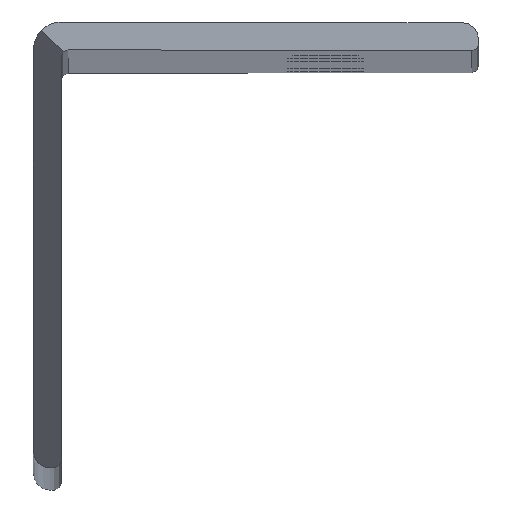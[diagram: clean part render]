
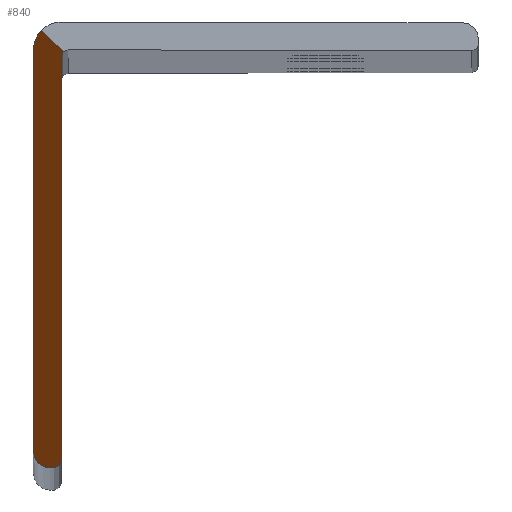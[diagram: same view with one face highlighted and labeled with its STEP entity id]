
A CAD part, top view. The second image highlights one B-rep face of the part: STEP entity #840.
In plain terms, the highlighted planar face has unit normal (0, -0.707, 0.707).
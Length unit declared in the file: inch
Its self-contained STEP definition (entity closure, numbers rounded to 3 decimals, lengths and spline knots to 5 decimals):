
#42 = CARTESIAN_POINT ( 'NONE',  ( -0.45288, -1., 29.36516 ) ) ;
#101 = EDGE_CURVE ( 'NONE', #1031, #1037, #1370, .T. ) ;
#115 = VECTOR ( 'NONE', #699, 39.37008 ) ;
#137 = CARTESIAN_POINT ( 'NONE',  ( -0.48169, -0.01831, 30.34685 ) ) ;
#160 = CARTESIAN_POINT ( 'NONE',  ( -0.43592, -0.06993, 30.29523 ) ) ;
#188 = CARTESIAN_POINT ( 'NONE',  ( -0.4375, -0.07788, 30.28727 ) ) ;
#206 = CARTESIAN_POINT ( 'NONE',  ( -0.43299, -0.06701, 30.29815 ) ) ;
#217 = EDGE_CURVE ( 'NONE', #918, #523, #474, .T. ) ;
#224 = VECTOR ( 'NONE', #1287, 39.37008 ) ;
#250 = VECTOR ( 'NONE', #1209, 39.37008 ) ;
#263 = VERTEX_POINT ( 'NONE', #1295 ) ;
#310 = CARTESIAN_POINT ( 'NONE',  ( -0.43299, -0.06701, 30.29815 ) ) ;
#316 = CARTESIAN_POINT ( 'NONE',  ( -0.4375, -0.98462, 29.38054 ) ) ;
#338 = LINE ( 'NONE', #953, #224 ) ;
#354 = LINE ( 'NONE', #829, #115 ) ;
#356 = ORIENTED_EDGE ( 'NONE', *, *, #217, .F. ) ;
#365 =( BOUNDED_CURVE ( )  B_SPLINE_CURVE ( 3, ( #310, #160, #419, #188 ),
 .UNSPECIFIED., .F., .T. ) 
 B_SPLINE_CURVE_WITH_KNOTS ( ( 4, 4 ),
 ( 3.92699, 4.71239 ),
 .UNSPECIFIED. ) 
 CURVE ( )  GEOMETRIC_REPRESENTATION_ITEM ( )  RATIONAL_B_SPLINE_CURVE ( ( 1., 0.949, 0.949, 1. ) ) 
 REPRESENTATION_ITEM ( '' )  );
#368 = ORIENTED_EDGE ( 'NONE', *, *, #1448, .F. ) ;
#389 = DIRECTION ( 'NONE',  ( 0., 0.707, -0.707 ) ) ;
#419 = CARTESIAN_POINT ( 'NONE',  ( -0.4375, -0.07375, 30.29141 ) ) ;
#420 = VECTOR ( 'NONE', #904, 39.37008 ) ;
#450 = AXIS2_PLACEMENT_3D ( 'NONE', #991, #389, #1465 ) ;
#459 = ORIENTED_EDGE ( 'NONE', *, *, #996, .F. ) ;
#474 =( BOUNDED_CURVE ( )  B_SPLINE_CURVE ( 3, ( #680, #1544, #557, #819 ),
 .UNSPECIFIED., .F., .F. ) 
 B_SPLINE_CURVE_WITH_KNOTS ( ( 4, 4 ),
 ( 4.71239, 6.28319 ),
 .UNSPECIFIED. ) 
 CURVE ( )  GEOMETRIC_REPRESENTATION_ITEM ( )  RATIONAL_B_SPLINE_CURVE ( ( 1., 0.805, 0.805, 1. ) ) 
 REPRESENTATION_ITEM ( '' )  );
#523 = VERTEX_POINT ( 'NONE', #42 ) ;
#538 = CARTESIAN_POINT ( 'NONE',  ( -0.5, -0.0457, 30.31946 ) ) ;
#557 = CARTESIAN_POINT ( 'NONE',  ( -0.44387, -1., 29.36516 ) ) ;
#560 = CARTESIAN_POINT ( 'NONE',  ( -0.4375, -0.03894, 30.32622 ) ) ;
#582 = CARTESIAN_POINT ( 'NONE',  ( -0.5, -0.98466, 29.3805 ) ) ;
#584 = EDGE_CURVE ( 'NONE', #1233, #1031, #1137, .T. ) ;
#588 = CARTESIAN_POINT ( 'NONE',  ( -0.46296, -1., 29.36516 ) ) ;
#680 = CARTESIAN_POINT ( 'NONE',  ( -0.4375, -0.98462, 29.38054 ) ) ;
#692 = LINE ( 'NONE', #560, #250 ) ;
#699 = DIRECTION ( 'NONE',  ( 0., -0.707, -0.707 ) ) ;
#714 = CARTESIAN_POINT ( 'NONE',  ( -0.5, -0.96296, 29.40219 ) ) ;
#735 = PLANE ( 'NONE',  #450 ) ;
#762 = CARTESIAN_POINT ( 'NONE',  ( 0.5, -1., 29.36516 ) ) ;
#819 = CARTESIAN_POINT ( 'NONE',  ( -0.45288, -1., 29.36516 ) ) ;
#829 = CARTESIAN_POINT ( 'NONE',  ( -0.5, 0., 30.36516 ) ) ;
#836 = CARTESIAN_POINT ( 'NONE',  ( -0.48466, -1., 29.36516 ) ) ;
#840 = ADVANCED_FACE ( 'NONE', ( #1474 ), #735, .F. ) ;
#841 = ORIENTED_EDGE ( 'NONE', *, *, #1038, .F. ) ;
#847 = EDGE_LOOP ( 'NONE', ( #368, #356, #459, #1026, #1008, #1353, #1313, #841 ) ) ;
#891 = EDGE_CURVE ( 'NONE', #1037, #1020, #365, .T. ) ;
#904 = DIRECTION ( 'NONE',  ( 0.577, -0.577, -0.577 ) ) ;
#916 = CARTESIAN_POINT ( 'NONE',  ( -0.5, -0.0625, 30.30266 ) ) ;
#918 = VERTEX_POINT ( 'NONE', #316 ) ;
#953 = CARTESIAN_POINT ( 'NONE',  ( 0.5, -1., 29.36516 ) ) ;
#991 = CARTESIAN_POINT ( 'NONE',  ( 0.5, 0., 30.36516 ) ) ;
#996 = EDGE_CURVE ( 'NONE', #1020, #918, #692, .T. ) ;
#1008 = ORIENTED_EDGE ( 'NONE', *, *, #101, .F. ) ;
#1012 = EDGE_CURVE ( 'NONE', #1233, #263, #354, .T. ) ;
#1020 = VERTEX_POINT ( 'NONE', #1305 ) ;
#1026 = ORIENTED_EDGE ( 'NONE', *, *, #891, .F. ) ;
#1031 = VERTEX_POINT ( 'NONE', #1427 ) ;
#1033 = VERTEX_POINT ( 'NONE', #588 ) ;
#1037 = VERTEX_POINT ( 'NONE', #206 ) ;
#1038 = EDGE_CURVE ( 'NONE', #1033, #263, #1510, .T. ) ;
#1137 =( BOUNDED_CURVE ( )  B_SPLINE_CURVE ( 3, ( #1509, #538, #1355, #137 ),
 .UNSPECIFIED., .F., .F. ) 
 B_SPLINE_CURVE_WITH_KNOTS ( ( 4, 4 ),
 ( 1.5708, 2.35619 ),
 .UNSPECIFIED. ) 
 CURVE ( )  GEOMETRIC_REPRESENTATION_ITEM ( )  RATIONAL_B_SPLINE_CURVE ( ( 1., 0.949, 0.949, 1. ) ) 
 REPRESENTATION_ITEM ( '' )  );
#1209 = DIRECTION ( 'NONE',  ( 0., -0.707, -0.707 ) ) ;
#1233 = VERTEX_POINT ( 'NONE', #916 ) ;
#1287 = DIRECTION ( 'NONE',  ( -1., 0., 0. ) ) ;
#1295 = CARTESIAN_POINT ( 'NONE',  ( -0.5, -0.96296, 29.40219 ) ) ;
#1305 = CARTESIAN_POINT ( 'NONE',  ( -0.4375, -0.07788, 30.28727 ) ) ;
#1313 = ORIENTED_EDGE ( 'NONE', *, *, #1012, .T. ) ;
#1353 = ORIENTED_EDGE ( 'NONE', *, *, #584, .F. ) ;
#1355 = CARTESIAN_POINT ( 'NONE',  ( -0.49357, -0.03018, 30.33497 ) ) ;
#1370 = LINE ( 'NONE', #762, #420 ) ;
#1427 = CARTESIAN_POINT ( 'NONE',  ( -0.48169, -0.01831, 30.34685 ) ) ;
#1448 = EDGE_CURVE ( 'NONE', #523, #1033, #338, .T. ) ;
#1465 = DIRECTION ( 'NONE',  ( 0., 0.707, 0.707 ) ) ;
#1474 = FACE_OUTER_BOUND ( 'NONE', #847, .T. ) ;
#1509 = CARTESIAN_POINT ( 'NONE',  ( -0.5, -0.0625, 30.30266 ) ) ;
#1510 =( BOUNDED_CURVE ( )  B_SPLINE_CURVE ( 3, ( #1565, #836, #582, #714 ),
 .UNSPECIFIED., .F., .T. ) 
 B_SPLINE_CURVE_WITH_KNOTS ( ( 4, 4 ),
 ( 0., 1.5708 ),
 .UNSPECIFIED. ) 
 CURVE ( )  GEOMETRIC_REPRESENTATION_ITEM ( )  RATIONAL_B_SPLINE_CURVE ( ( 1., 0.805, 0.805, 1. ) ) 
 REPRESENTATION_ITEM ( '' )  );
#1544 = CARTESIAN_POINT ( 'NONE',  ( -0.4375, -0.99363, 29.37153 ) ) ;
#1565 = CARTESIAN_POINT ( 'NONE',  ( -0.46296, -1., 29.36516 ) ) ;
